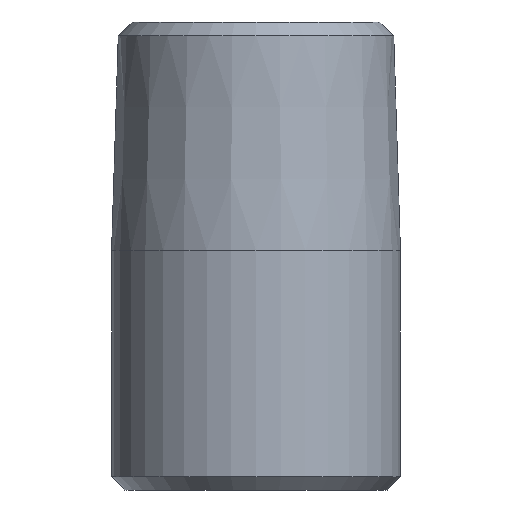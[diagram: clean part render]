
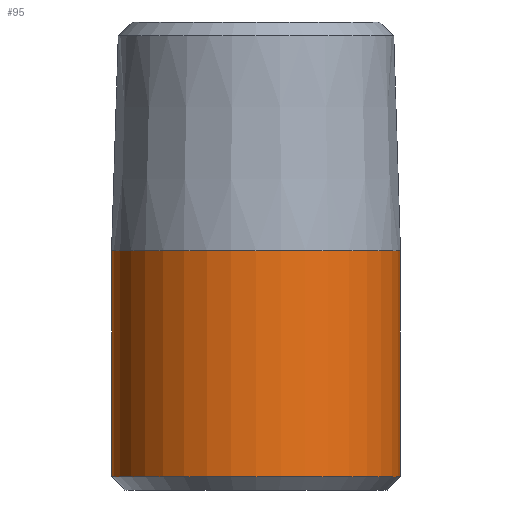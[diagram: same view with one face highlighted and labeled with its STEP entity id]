
A CAD part, front view. The second image highlights one B-rep face of the part: STEP entity #95.
In plain terms, the highlighted cylindrical face has radius 6.858 mm (diameter 13.716 mm), a partial arc.
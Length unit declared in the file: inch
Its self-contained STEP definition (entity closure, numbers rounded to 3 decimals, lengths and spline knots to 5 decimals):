
#2 = CARTESIAN_POINT ( 'NONE',  ( 0., 0., 0.025 ) ) ;
#9 = DIRECTION ( 'NONE',  ( 0., 0., -1. ) ) ;
#23 = VERTEX_POINT ( 'NONE', #34 ) ;
#34 = CARTESIAN_POINT ( 'NONE',  ( -0.27, 0., 0.025 ) ) ;
#38 = DIRECTION ( 'NONE',  ( 0., 0., 1. ) ) ;
#44 = FACE_OUTER_BOUND ( 'NONE', #134, .T. ) ;
#45 = CARTESIAN_POINT ( 'NONE',  ( -0.27, 0., 0.4475 ) ) ;
#48 = DIRECTION ( 'NONE',  ( -1., 0., 0. ) ) ;
#50 = AXIS2_PLACEMENT_3D ( 'NONE', #80, #148, #325 ) ;
#52 = VERTEX_POINT ( 'NONE', #149 ) ;
#80 = CARTESIAN_POINT ( 'NONE',  ( 0., 0., 0.875 ) ) ;
#95 = ADVANCED_FACE ( 'NONE', ( #44 ), #202, .T. ) ;
#99 = CARTESIAN_POINT ( 'NONE',  ( -0.27, 0., 0.875 ) ) ;
#117 = DIRECTION ( 'NONE',  ( 1., 0., 0. ) ) ;
#119 = DIRECTION ( 'NONE',  ( 0., 0., -1. ) ) ;
#134 = EDGE_LOOP ( 'NONE', ( #178, #381, #253, #143 ) ) ;
#137 = EDGE_CURVE ( 'NONE', #52, #142, #418, .T. ) ;
#138 = CARTESIAN_POINT ( 'NONE',  ( 0.27, 0., 0.875 ) ) ;
#142 = VERTEX_POINT ( 'NONE', #45 ) ;
#143 = ORIENTED_EDGE ( 'NONE', *, *, #152, .T. ) ;
#148 = DIRECTION ( 'NONE',  ( 0., 0., -1. ) ) ;
#149 = CARTESIAN_POINT ( 'NONE',  ( 0.27, 0., 0.4475 ) ) ;
#152 = EDGE_CURVE ( 'NONE', #23, #184, #238, .T. ) ;
#172 = LINE ( 'NONE', #99, #330 ) ;
#178 = ORIENTED_EDGE ( 'NONE', *, *, #499, .F. ) ;
#184 = VERTEX_POINT ( 'NONE', #189 ) ;
#189 = CARTESIAN_POINT ( 'NONE',  ( 0.27, 0., 0.025 ) ) ;
#202 = CYLINDRICAL_SURFACE ( 'NONE', #50, 0.27 ) ;
#213 = AXIS2_PLACEMENT_3D ( 'NONE', #431, #119, #48 ) ;
#225 = LINE ( 'NONE', #138, #232 ) ;
#232 = VECTOR ( 'NONE', #9, 39.37008 ) ;
#238 = CIRCLE ( 'NONE', #457, 0.27 ) ;
#253 = ORIENTED_EDGE ( 'NONE', *, *, #398, .T. ) ;
#325 = DIRECTION ( 'NONE',  ( -1., 0., 0. ) ) ;
#330 = VECTOR ( 'NONE', #494, 39.37008 ) ;
#381 = ORIENTED_EDGE ( 'NONE', *, *, #137, .T. ) ;
#398 = EDGE_CURVE ( 'NONE', #142, #23, #172, .T. ) ;
#418 = CIRCLE ( 'NONE', #213, 0.27 ) ;
#431 = CARTESIAN_POINT ( 'NONE',  ( 0., 0., 0.4475 ) ) ;
#457 = AXIS2_PLACEMENT_3D ( 'NONE', #2, #38, #117 ) ;
#494 = DIRECTION ( 'NONE',  ( 0., 0., -1. ) ) ;
#499 = EDGE_CURVE ( 'NONE', #52, #184, #225, .T. ) ;
